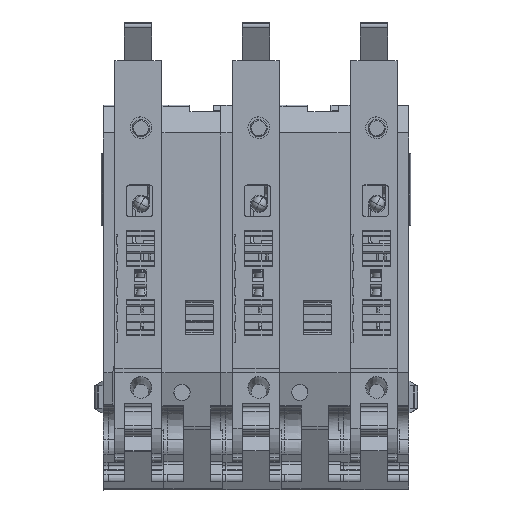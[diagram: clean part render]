
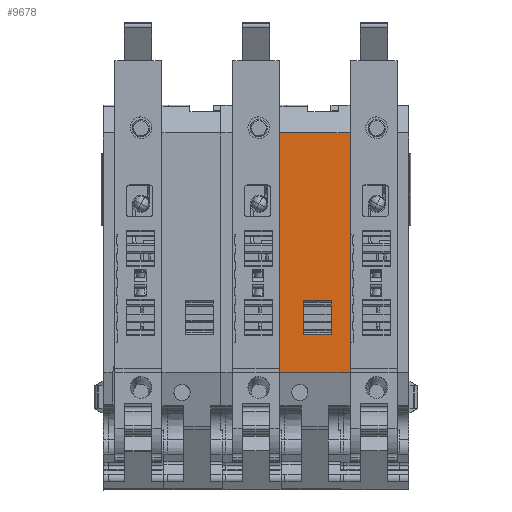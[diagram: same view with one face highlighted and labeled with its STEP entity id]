
A CAD part, top view. The second image highlights one B-rep face of the part: STEP entity #9678.
In plain terms, the highlighted planar face has unit normal (0, 0, 1).
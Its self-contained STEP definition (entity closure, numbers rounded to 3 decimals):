
#9624=AXIS2_PLACEMENT_3D('Plane Axis2P3D',#9621,#9622,#9623) ;
#4363=CARTESIAN_POINT('Vertex',(47.5,66.305,50.851)) ;
#4366=CARTESIAN_POINT('Line Origine',(47.5,44.031,50.851)) ;
#4370=CARTESIAN_POINT('Vertex',(47.5,21.757,50.851)) ;
#4392=CARTESIAN_POINT('Line Origine',(40.975,21.757,50.851)) ;
#4396=CARTESIAN_POINT('Vertex',(34.45,21.757,50.851)) ;
#9621=CARTESIAN_POINT('Axis2P3D Location',(46.35,66.305,50.851)) ;
#9626=CARTESIAN_POINT('Line Origine',(40.975,66.305,50.851)) ;
#9630=CARTESIAN_POINT('Vertex',(34.45,66.305,50.851)) ;
#9633=CARTESIAN_POINT('Line Origine',(34.45,44.031,50.851)) ;
#9644=CARTESIAN_POINT('Line Origine',(44.,31.952,50.851)) ;
#9648=CARTESIAN_POINT('Vertex',(44.,35.102,50.851)) ;
#9650=CARTESIAN_POINT('Vertex',(44.,28.802,50.851)) ;
#9653=CARTESIAN_POINT('Line Origine',(41.4,28.802,50.851)) ;
#9657=CARTESIAN_POINT('Vertex',(38.8,28.802,50.851)) ;
#9660=CARTESIAN_POINT('Line Origine',(38.8,31.952,50.851)) ;
#9664=CARTESIAN_POINT('Vertex',(38.8,35.102,50.851)) ;
#9667=CARTESIAN_POINT('Line Origine',(41.4,35.102,50.851)) ;
#4367=DIRECTION('Vector Direction',(0.,-1.,0.)) ;
#4393=DIRECTION('Vector Direction',(1.,0.,0.)) ;
#9622=DIRECTION('Axis2P3D Direction',(-0.,0.,1.)) ;
#9623=DIRECTION('Axis2P3D XDirection',(0.,-1.,0.)) ;
#9627=DIRECTION('Vector Direction',(1.,0.,0.)) ;
#9634=DIRECTION('Vector Direction',(0.,1.,0.)) ;
#9645=DIRECTION('Vector Direction',(0.,-1.,0.)) ;
#9654=DIRECTION('Vector Direction',(1.,0.,0.)) ;
#9661=DIRECTION('Vector Direction',(0.,-1.,0.)) ;
#9668=DIRECTION('Vector Direction',(-1.,0.,0.)) ;
#4368=VECTOR('Line Direction',#4367,1.) ;
#4394=VECTOR('Line Direction',#4393,1.) ;
#9628=VECTOR('Line Direction',#9627,1.) ;
#9635=VECTOR('Line Direction',#9634,1.) ;
#9646=VECTOR('Line Direction',#9645,1.) ;
#9655=VECTOR('Line Direction',#9654,1.) ;
#9662=VECTOR('Line Direction',#9661,1.) ;
#9669=VECTOR('Line Direction',#9668,1.) ;
#9639=ORIENTED_EDGE('',*,*,#4372,.T.) ;
#9640=ORIENTED_EDGE('',*,*,#9632,.T.) ;
#9641=ORIENTED_EDGE('',*,*,#9637,.T.) ;
#9642=ORIENTED_EDGE('',*,*,#4398,.F.) ;
#9673=ORIENTED_EDGE('',*,*,#9652,.T.) ;
#9674=ORIENTED_EDGE('',*,*,#9659,.F.) ;
#9675=ORIENTED_EDGE('',*,*,#9666,.F.) ;
#9676=ORIENTED_EDGE('',*,*,#9671,.F.) ;
#9677=FACE_BOUND('',#9672,.T.) ;
#9678=ADVANCED_FACE('Hauptk\X2\00F6\X0\rper.1',(#9643,#9677),#9625,.T.) ;
#4372=EDGE_CURVE('',#4371,#4364,#4369,.F.) ;
#4398=EDGE_CURVE('',#4371,#4397,#4395,.F.) ;
#9632=EDGE_CURVE('',#4364,#9631,#9629,.F.) ;
#9637=EDGE_CURVE('',#9631,#4397,#9636,.F.) ;
#9652=EDGE_CURVE('',#9649,#9651,#9647,.T.) ;
#9659=EDGE_CURVE('',#9658,#9651,#9656,.T.) ;
#9666=EDGE_CURVE('',#9665,#9658,#9663,.T.) ;
#9671=EDGE_CURVE('',#9649,#9665,#9670,.T.) ;
#9638=EDGE_LOOP('',(#9639,#9640,#9641,#9642)) ;
#9672=EDGE_LOOP('',(#9673,#9674,#9675,#9676)) ;
#9643=FACE_OUTER_BOUND('',#9638,.T.) ;
#4369=LINE('Line',#4366,#4368) ;
#4395=LINE('Line',#4392,#4394) ;
#9629=LINE('Line',#9626,#9628) ;
#9636=LINE('Line',#9633,#9635) ;
#9647=LINE('Line',#9644,#9646) ;
#9656=LINE('Line',#9653,#9655) ;
#9663=LINE('Line',#9660,#9662) ;
#9670=LINE('Line',#9667,#9669) ;
#9625=PLANE('',#9624) ;
#4364=VERTEX_POINT('',#4363) ;
#4371=VERTEX_POINT('',#4370) ;
#4397=VERTEX_POINT('',#4396) ;
#9631=VERTEX_POINT('',#9630) ;
#9649=VERTEX_POINT('',#9648) ;
#9651=VERTEX_POINT('',#9650) ;
#9658=VERTEX_POINT('',#9657) ;
#9665=VERTEX_POINT('',#9664) ;
